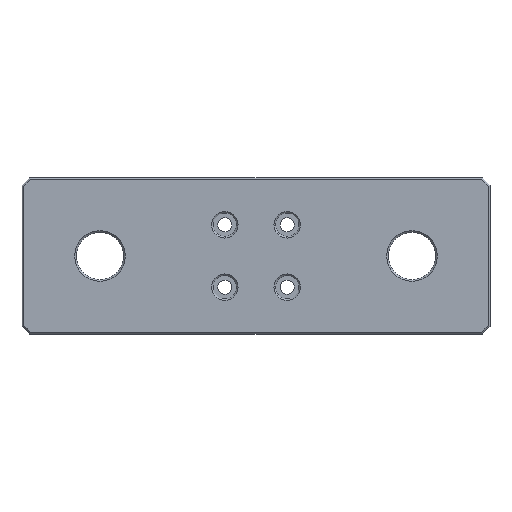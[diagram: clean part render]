
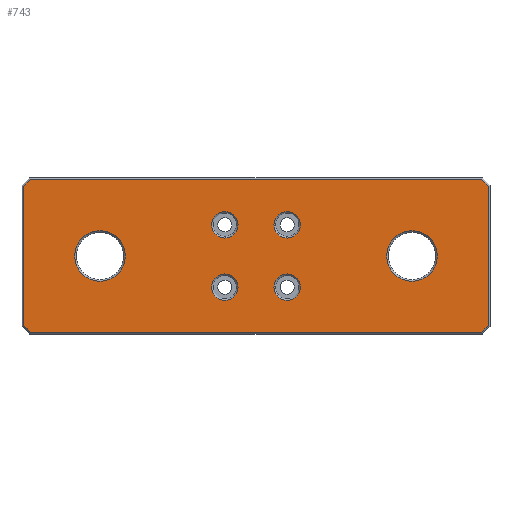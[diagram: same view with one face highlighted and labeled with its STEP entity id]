
A CAD part, top view. The second image highlights one B-rep face of the part: STEP entity #743.
In plain terms, the highlighted planar face has unit normal (0, 0, 1).
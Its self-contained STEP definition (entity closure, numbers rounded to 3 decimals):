
#56=LINE($,#1212,#112);
#57=LINE($,#1214,#113);
#58=LINE($,#1216,#114);
#59=LINE($,#1218,#115);
#60=LINE($,#1220,#116);
#61=LINE($,#1222,#117);
#62=LINE($,#1224,#118);
#63=LINE($,#1225,#119);
#112=VECTOR($,#991,289.172);
#113=VECTOR($,#992,6.243);
#114=VECTOR($,#993,89.172);
#115=VECTOR($,#994,6.243);
#116=VECTOR($,#995,289.172);
#117=VECTOR($,#996,6.243);
#118=VECTOR($,#997,89.172);
#119=VECTOR($,#998,6.243);
#148=PLANE($,#818);
#185=FACE_BOUND($,#300,.T.);
#186=FACE_BOUND($,#301,.T.);
#187=FACE_BOUND($,#302,.T.);
#188=FACE_BOUND($,#303,.T.);
#189=FACE_BOUND($,#304,.T.);
#190=FACE_BOUND($,#305,.T.);
#191=FACE_BOUND($,#306,.T.);
#300=EDGE_LOOP($,(#617));
#301=EDGE_LOOP($,(#618));
#302=EDGE_LOOP($,(#619));
#303=EDGE_LOOP($,(#620,#621,#622,#623,#624,#625,#626,#627));
#304=EDGE_LOOP($,(#628));
#305=EDGE_LOOP($,(#629));
#306=EDGE_LOOP($,(#630));
#364=CIRCLE($,#817,8.5);
#365=CIRCLE($,#819,8.5);
#366=CIRCLE($,#820,16.188);
#367=CIRCLE($,#821,16.188);
#368=CIRCLE($,#822,8.5);
#369=CIRCLE($,#823,8.5);
#417=VERTEX_POINT($,#1201);
#418=VERTEX_POINT($,#1204);
#419=VERTEX_POINT($,#1206);
#420=VERTEX_POINT($,#1208);
#421=VERTEX_POINT($,#1210);
#422=VERTEX_POINT($,#1211);
#423=VERTEX_POINT($,#1213);
#424=VERTEX_POINT($,#1215);
#425=VERTEX_POINT($,#1217);
#426=VERTEX_POINT($,#1219);
#427=VERTEX_POINT($,#1221);
#428=VERTEX_POINT($,#1223);
#429=VERTEX_POINT($,#1226);
#430=VERTEX_POINT($,#1228);
#493=EDGE_CURVE($,#417,#417,#364,.T.);
#494=EDGE_CURVE($,#418,#418,#365,.T.);
#495=EDGE_CURVE($,#419,#419,#366,.T.);
#496=EDGE_CURVE($,#420,#420,#367,.T.);
#497=EDGE_CURVE($,#421,#422,#56,.T.);
#498=EDGE_CURVE($,#423,#421,#57,.T.);
#499=EDGE_CURVE($,#424,#423,#58,.T.);
#500=EDGE_CURVE($,#425,#424,#59,.T.);
#501=EDGE_CURVE($,#426,#425,#60,.T.);
#502=EDGE_CURVE($,#427,#426,#61,.T.);
#503=EDGE_CURVE($,#428,#427,#62,.T.);
#504=EDGE_CURVE($,#422,#428,#63,.T.);
#505=EDGE_CURVE($,#429,#429,#368,.T.);
#506=EDGE_CURVE($,#430,#430,#369,.T.);
#617=ORIENTED_EDGE($,*,*,#494,.F.);
#618=ORIENTED_EDGE($,*,*,#495,.F.);
#619=ORIENTED_EDGE($,*,*,#496,.F.);
#620=ORIENTED_EDGE($,*,*,#497,.F.);
#621=ORIENTED_EDGE($,*,*,#498,.F.);
#622=ORIENTED_EDGE($,*,*,#499,.F.);
#623=ORIENTED_EDGE($,*,*,#500,.F.);
#624=ORIENTED_EDGE($,*,*,#501,.F.);
#625=ORIENTED_EDGE($,*,*,#502,.F.);
#626=ORIENTED_EDGE($,*,*,#503,.F.);
#627=ORIENTED_EDGE($,*,*,#504,.F.);
#628=ORIENTED_EDGE($,*,*,#505,.F.);
#629=ORIENTED_EDGE($,*,*,#506,.F.);
#630=ORIENTED_EDGE($,*,*,#493,.F.);
#743=ADVANCED_FACE($,(#185,#186,#187,#188,#189,#190,#191),#148,.T.);
#817=AXIS2_PLACEMENT_3D($,#1202,#981,#982);
#818=AXIS2_PLACEMENT_3D($,#1203,#983,#984);
#819=AXIS2_PLACEMENT_3D($,#1205,#985,#986);
#820=AXIS2_PLACEMENT_3D($,#1207,#987,#988);
#821=AXIS2_PLACEMENT_3D($,#1209,#989,#990);
#822=AXIS2_PLACEMENT_3D($,#1227,#999,#1000);
#823=AXIS2_PLACEMENT_3D($,#1229,#1001,#1002);
#981=DIRECTION('center_axis',(0.,0.,1.));
#982=DIRECTION('ref_axis',(-1.,0.,0.));
#983=DIRECTION('center_axis',(0.,0.,1.));
#984=DIRECTION('ref_axis',(1.,0.,0.));
#985=DIRECTION('center_axis',(0.,0.,1.));
#986=DIRECTION('ref_axis',(-1.,0.,0.));
#987=DIRECTION('center_axis',(0.,0.,1.));
#988=DIRECTION('ref_axis',(-1.,0.,0.));
#989=DIRECTION('center_axis',(0.,0.,1.));
#990=DIRECTION('ref_axis',(-1.,0.,0.));
#991=DIRECTION($,(1.,0.,0.));
#992=DIRECTION($,(0.707,0.707,0.));
#993=DIRECTION($,(0.,1.,0.));
#994=DIRECTION($,(-0.707,0.707,0.));
#995=DIRECTION($,(-1.,0.,0.));
#996=DIRECTION($,(-0.707,-0.707,0.));
#997=DIRECTION($,(0.,-1.,0.));
#998=DIRECTION($,(0.707,-0.707,0.));
#999=DIRECTION('center_axis',(0.,0.,1.));
#1000=DIRECTION('ref_axis',(-1.,0.,0.));
#1001=DIRECTION('center_axis',(0.,0.,1.));
#1002=DIRECTION('ref_axis',(-1.,0.,0.));
#1201=CARTESIAN_POINT('',(122.684,-51.824,20.));
#1202=CARTESIAN_POINT('Origin',(114.184,-51.824,20.));
#1203=CARTESIAN_POINT('Origin',(134.184,-31.824,20.));
#1204=CARTESIAN_POINT('',(162.684,-11.824,20.));
#1205=CARTESIAN_POINT('Origin',(154.184,-11.824,20.));
#1206=CARTESIAN_POINT('',(50.372,-31.824,20.));
#1207=CARTESIAN_POINT('Origin',(34.184,-31.824,20.));
#1208=CARTESIAN_POINT('',(250.372,-31.824,20.));
#1209=CARTESIAN_POINT('Origin',(234.184,-31.824,20.));
#1210=CARTESIAN_POINT('',(-10.402,17.176,20.));
#1211=CARTESIAN_POINT('',(278.769,17.176,20.));
#1212=CARTESIAN_POINT($,(59.184,17.176,20.));
#1213=CARTESIAN_POINT('',(-14.816,12.762,20.));
#1214=CARTESIAN_POINT($,(12.391,39.969,20.));
#1215=CARTESIAN_POINT('',(-14.816,-76.41,20.));
#1216=CARTESIAN_POINT($,(-14.816,-56.824,20.));
#1217=CARTESIAN_POINT('',(-10.402,-80.824,20.));
#1218=CARTESIAN_POINT($,(12.391,-103.617,20.));
#1219=CARTESIAN_POINT('',(278.769,-80.824,20.));
#1220=CARTESIAN_POINT($,(209.184,-80.824,20.));
#1221=CARTESIAN_POINT('',(283.184,-76.41,20.));
#1222=CARTESIAN_POINT($,(255.977,-103.617,20.));
#1223=CARTESIAN_POINT('',(283.184,12.762,20.));
#1224=CARTESIAN_POINT($,(283.184,-6.824,20.));
#1225=CARTESIAN_POINT($,(255.977,39.969,20.));
#1226=CARTESIAN_POINT('',(162.684,-51.824,20.));
#1227=CARTESIAN_POINT('Origin',(154.184,-51.824,20.));
#1228=CARTESIAN_POINT('',(122.684,-11.824,20.));
#1229=CARTESIAN_POINT('Origin',(114.184,-11.824,20.));
